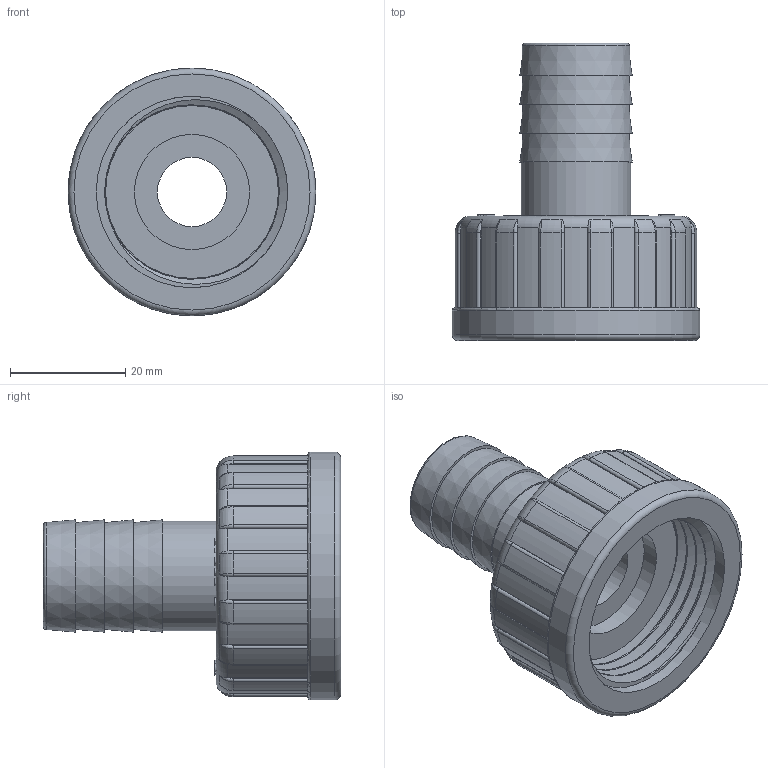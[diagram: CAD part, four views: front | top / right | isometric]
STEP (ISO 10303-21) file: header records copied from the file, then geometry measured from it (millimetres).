
FILE_DESCRIPTION(/* description */ (''),/* implementation_level */ '2;1');
FILE_NAME(/* name */ '水泵接头32X19.stp',/* time_stamp */ '2026-03-28T10:00:35+08:00',/* author */ (''),/* organization */ (''),/* preprocessor_version */ 'ST-DEVELOPER v16.7',/* originating_system */ 'SIEMENS PLM Software NX 12.0',/* authorisation */ '');
FILE_SCHEMA (('AUTOMOTIVE_DESIGN { 1 0 10303 214 3 1 1 1 }'));
Length unit declared in the file: millimetre
Products named in the file (1): Admi094C974Bl1we
Bounding box: 43 x 51.6 x 43 mm (x, y, z)
Volume: 23807.2 mm3; surface area: 14206.2 mm2
Topology: 3 solids, 3 shells, 363 faces, 919 edges, 592 vertices
Faces by surface type: plane 158, cylinder 83, extrusion 64, bspline 33, torus 21, cone 4
Full cylindrical faces by diameter (mm): 1.243 x1, 1.657 x1, 12 x1, 19 x1, 20 x1, 27.5 x1, 27.7 x1, 30 x2, 33.249 x7, 43 x1
Entity records: 14251 total; most frequent: CARTESIAN_POINT 6243, ORIENTED_EDGE 1742, DIRECTION 1390, EDGE_CURVE 871, VERTEX_POINT 572, VECTOR 480, AXIS2_PLACEMENT_3D 455, LINE 416
